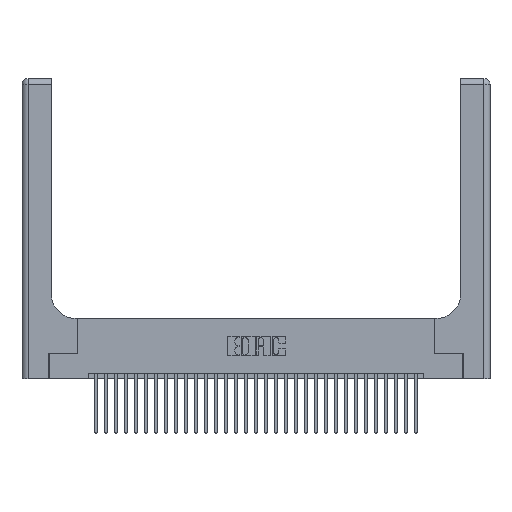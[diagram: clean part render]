
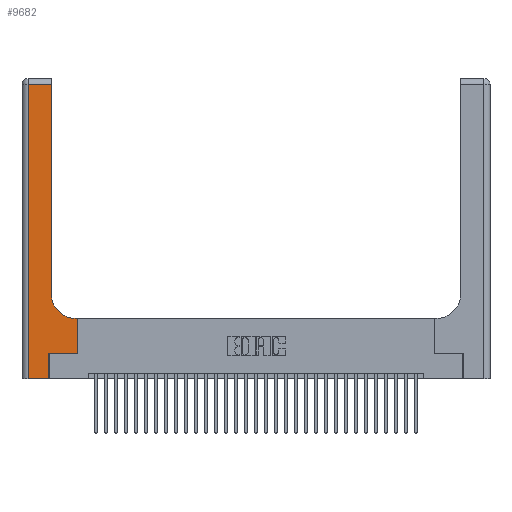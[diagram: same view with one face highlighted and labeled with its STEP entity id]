
A CAD part, top view. The second image highlights one B-rep face of the part: STEP entity #9682.
In plain terms, the highlighted planar face has unit normal (0, 0, 1).
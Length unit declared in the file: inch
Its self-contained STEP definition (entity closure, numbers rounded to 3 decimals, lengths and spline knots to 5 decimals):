
#176 = VERTEX_POINT ( 'NONE', #14555 ) ;
#581 = VECTOR ( 'NONE', #3615, 39.37008 ) ;
#1355 = DIRECTION ( 'NONE',  ( 1., 0., 0. ) ) ;
#1809 = VERTEX_POINT ( 'NONE', #17724 ) ;
#2017 = ORIENTED_EDGE ( 'NONE', *, *, #20273, .T. ) ;
#2065 = ORIENTED_EDGE ( 'NONE', *, *, #17997, .T. ) ;
#2534 = CARTESIAN_POINT ( 'NONE',  ( 0., 2.94, 0.37 ) ) ;
#3187 = LINE ( 'NONE', #24421, #29730 ) ;
#3204 = ORIENTED_EDGE ( 'NONE', *, *, #31619, .T. ) ;
#3351 = VECTOR ( 'NONE', #23855, 39.37008 ) ;
#3615 = DIRECTION ( 'NONE',  ( 0., 1., 0. ) ) ;
#4553 = LINE ( 'NONE', #10821, #581 ) ;
#4570 = CARTESIAN_POINT ( 'NONE',  ( 0., 3., 0.37 ) ) ;
#4602 = LINE ( 'NONE', #29466, #16357 ) ;
#5015 = LINE ( 'NONE', #9585, #18706 ) ;
#5144 = EDGE_CURVE ( 'NONE', #15933, #176, #19760, .T. ) ;
#5263 = CARTESIAN_POINT ( 'NONE',  ( 0.06, 3., 0.37 ) ) ;
#5474 = ORIENTED_EDGE ( 'NONE', *, *, #14264, .T. ) ;
#5561 = VERTEX_POINT ( 'NONE', #9345 ) ;
#6795 = CARTESIAN_POINT ( 'NONE',  ( 0.06, 0., 0.37 ) ) ;
#7364 = DIRECTION ( 'NONE',  ( 0., 0., -1. ) ) ;
#7407 = DIRECTION ( 'NONE',  ( 0., 0., -1. ) ) ;
#7713 = EDGE_CURVE ( 'NONE', #14107, #12175, #3187, .T. ) ;
#8019 = ORIENTED_EDGE ( 'NONE', *, *, #21294, .T. ) ;
#9009 = LINE ( 'NONE', #5263, #21913 ) ;
#9345 = CARTESIAN_POINT ( 'NONE',  ( 0.06, 2.94, 0.37 ) ) ;
#9455 = DIRECTION ( 'NONE',  ( 0., 1., 0. ) ) ;
#9585 = CARTESIAN_POINT ( 'NONE',  ( 0.2915, 0.6, 0.37 ) ) ;
#9682 = ADVANCED_FACE ( 'NONE', ( #11302 ), #21175, .F. ) ;
#9781 = AXIS2_PLACEMENT_3D ( 'NONE', #21883, #7364, #14938 ) ;
#9909 = DIRECTION ( 'NONE',  ( -1., 0., 0. ) ) ;
#10160 = VECTOR ( 'NONE', #16110, 39.37008 ) ;
#10821 = CARTESIAN_POINT ( 'NONE',  ( 0.2915, 3., 0.37 ) ) ;
#11302 = FACE_OUTER_BOUND ( 'NONE', #28147, .T. ) ;
#11742 = CARTESIAN_POINT ( 'NONE',  ( 0.5585, 0.25, 0.37 ) ) ;
#12175 = VERTEX_POINT ( 'NONE', #24618 ) ;
#12529 = CARTESIAN_POINT ( 'NONE',  ( 0.5415, 0.6, 0.37 ) ) ;
#12572 = VERTEX_POINT ( 'NONE', #6795 ) ;
#14107 = VERTEX_POINT ( 'NONE', #26682 ) ;
#14264 = EDGE_CURVE ( 'NONE', #176, #20123, #4553, .T. ) ;
#14555 = CARTESIAN_POINT ( 'NONE',  ( 0.2915, 0.85, 0.37 ) ) ;
#14938 = DIRECTION ( 'NONE',  ( 1., 0., 0. ) ) ;
#15278 = LINE ( 'NONE', #2534, #10160 ) ;
#15933 = VERTEX_POINT ( 'NONE', #12529 ) ;
#16110 = DIRECTION ( 'NONE',  ( -1., 0., 0. ) ) ;
#16357 = VECTOR ( 'NONE', #19319, 39.37008 ) ;
#16629 = ORIENTED_EDGE ( 'NONE', *, *, #27085, .T. ) ;
#16721 = LINE ( 'NONE', #11742, #3351 ) ;
#16932 = DIRECTION ( 'NONE',  ( -1., 0., 0. ) ) ;
#17687 = EDGE_CURVE ( 'NONE', #1809, #32251, #16721, .T. ) ;
#17724 = CARTESIAN_POINT ( 'NONE',  ( 0.5585, 0.25, 0.37 ) ) ;
#17997 = EDGE_CURVE ( 'NONE', #5561, #12572, #9009, .T. ) ;
#18706 = VECTOR ( 'NONE', #16932, 39.37008 ) ;
#19319 = DIRECTION ( 'NONE',  ( 1., 0., 0. ) ) ;
#19760 = CIRCLE ( 'NONE', #9781, 0.25 ) ;
#20123 = VERTEX_POINT ( 'NONE', #30653 ) ;
#20273 = EDGE_CURVE ( 'NONE', #12175, #1809, #4602, .T. ) ;
#21175 = PLANE ( 'NONE',  #21570 ) ;
#21294 = EDGE_CURVE ( 'NONE', #12572, #14107, #28732, .T. ) ;
#21570 = AXIS2_PLACEMENT_3D ( 'NONE', #4570, #7407, #9909 ) ;
#21883 = CARTESIAN_POINT ( 'NONE',  ( 0.5415, 0.85, 0.37 ) ) ;
#21913 = VECTOR ( 'NONE', #22730, 39.37008 ) ;
#22730 = DIRECTION ( 'NONE',  ( 0., -1., 0. ) ) ;
#23855 = DIRECTION ( 'NONE',  ( 0., 1., 0. ) ) ;
#24005 = CARTESIAN_POINT ( 'NONE',  ( 0., 0., 0.37 ) ) ;
#24421 = CARTESIAN_POINT ( 'NONE',  ( 0.269, 0., 0.37 ) ) ;
#24618 = CARTESIAN_POINT ( 'NONE',  ( 0.269, 0.25, 0.37 ) ) ;
#25866 = ORIENTED_EDGE ( 'NONE', *, *, #5144, .T. ) ;
#26682 = CARTESIAN_POINT ( 'NONE',  ( 0.269, 0., 0.37 ) ) ;
#27085 = EDGE_CURVE ( 'NONE', #32251, #15933, #5015, .T. ) ;
#27615 = CARTESIAN_POINT ( 'NONE',  ( 0.5585, 0.6, 0.37 ) ) ;
#28147 = EDGE_LOOP ( 'NONE', ( #5474, #3204, #2065, #8019, #28194, #2017, #31358, #16629, #25866 ) ) ;
#28194 = ORIENTED_EDGE ( 'NONE', *, *, #7713, .T. ) ;
#28732 = LINE ( 'NONE', #24005, #31447 ) ;
#29466 = CARTESIAN_POINT ( 'NONE',  ( 0.269, 0.25, 0.37 ) ) ;
#29730 = VECTOR ( 'NONE', #9455, 39.37008 ) ;
#30653 = CARTESIAN_POINT ( 'NONE',  ( 0.2915, 2.94, 0.37 ) ) ;
#31358 = ORIENTED_EDGE ( 'NONE', *, *, #17687, .T. ) ;
#31447 = VECTOR ( 'NONE', #1355, 39.37008 ) ;
#31619 = EDGE_CURVE ( 'NONE', #20123, #5561, #15278, .T. ) ;
#32251 = VERTEX_POINT ( 'NONE', #27615 ) ;
